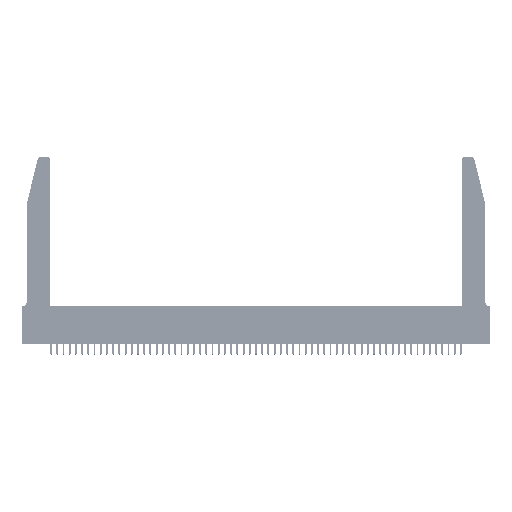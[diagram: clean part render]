
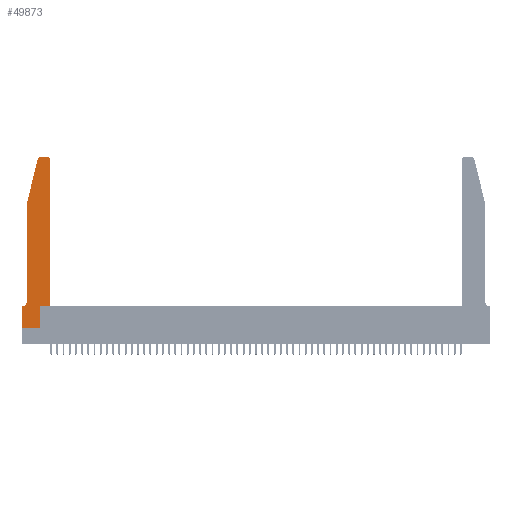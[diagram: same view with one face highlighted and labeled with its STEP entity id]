
A CAD part, top view. The second image highlights one B-rep face of the part: STEP entity #49873.
In plain terms, the highlighted planar face has unit normal (0, 0, 1).
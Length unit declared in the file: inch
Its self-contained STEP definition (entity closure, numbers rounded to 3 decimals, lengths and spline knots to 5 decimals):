
#388 = DIRECTION ( 'NONE',  ( 0., 0., 1. ) ) ;
#554 = DIRECTION ( 'NONE',  ( 0., 1., 0. ) ) ;
#577 = DIRECTION ( 'NONE',  ( 0., 0., 1. ) ) ;
#677 = EDGE_CURVE ( 'NONE', #24134, #1616, #27878, .T. ) ;
#844 = VERTEX_POINT ( 'NONE', #3192 ) ;
#1616 = VERTEX_POINT ( 'NONE', #29305 ) ;
#1708 = CARTESIAN_POINT ( 'NONE',  ( 0.4205, 2.75, 0.37 ) ) ;
#1982 = VERTEX_POINT ( 'NONE', #36745 ) ;
#2260 = CIRCLE ( 'NONE', #45537, 0.03 ) ;
#2836 = ORIENTED_EDGE ( 'NONE', *, *, #23408, .T. ) ;
#2878 = ORIENTED_EDGE ( 'NONE', *, *, #11100, .T. ) ;
#3192 = CARTESIAN_POINT ( 'NONE',  ( 0.4505, 2.72, 0.37 ) ) ;
#3839 = CIRCLE ( 'NONE', #28846, 0.03 ) ;
#3997 = ORIENTED_EDGE ( 'NONE', *, *, #11850, .T. ) ;
#4464 = DIRECTION ( 'NONE',  ( 1., 0., 0. ) ) ;
#5541 = LINE ( 'NONE', #20779, #48687 ) ;
#5734 = DIRECTION ( 'NONE',  ( 0., -1., 0. ) ) ;
#5917 = CARTESIAN_POINT ( 'NONE',  ( 0.0755, 2., 0.37 ) ) ;
#6880 = FACE_OUTER_BOUND ( 'NONE', #9738, .T. ) ;
#7464 = DIRECTION ( 'NONE',  ( 0., 0., 1. ) ) ;
#8007 = DIRECTION ( 'NONE',  ( 1., 0., 0. ) ) ;
#8747 = CARTESIAN_POINT ( 'NONE',  ( 0.0055, 0.35, 0.37 ) ) ;
#9091 = VERTEX_POINT ( 'NONE', #27673 ) ;
#9738 = EDGE_LOOP ( 'NONE', ( #2836, #19956, #32986, #2878, #3997, #13769, #16525, #11536, #36464, #22489, #47820, #31113 ) ) ;
#10583 = VECTOR ( 'NONE', #28988, 39.37008 ) ;
#11100 = EDGE_CURVE ( 'NONE', #1616, #48317, #35949, .T. ) ;
#11536 = ORIENTED_EDGE ( 'NONE', *, *, #33022, .T. ) ;
#11850 = EDGE_CURVE ( 'NONE', #48317, #45783, #53512, .T. ) ;
#12223 = VECTOR ( 'NONE', #554, 39.37008 ) ;
#12423 = EDGE_CURVE ( 'NONE', #45783, #15727, #32566, .T. ) ;
#12664 = CARTESIAN_POINT ( 'NONE',  ( 0., 0., 0.37 ) ) ;
#12766 = CARTESIAN_POINT ( 'NONE',  ( 0.2605, 2.75, 0.37 ) ) ;
#13548 = CARTESIAN_POINT ( 'NONE',  ( 0.2865, 0.35, 0.37 ) ) ;
#13769 = ORIENTED_EDGE ( 'NONE', *, *, #12423, .T. ) ;
#15081 = VECTOR ( 'NONE', #5734, 39.37008 ) ;
#15727 = VERTEX_POINT ( 'NONE', #35819 ) ;
#16525 = ORIENTED_EDGE ( 'NONE', *, *, #19505, .T. ) ;
#16560 = DIRECTION ( 'NONE',  ( 1., 0., 0. ) ) ;
#17220 = VECTOR ( 'NONE', #42276, 39.37008 ) ;
#17495 = CARTESIAN_POINT ( 'NONE',  ( 0.4505, 0.35, 0.37 ) ) ;
#17685 = EDGE_CURVE ( 'NONE', #25474, #24134, #3839, .T. ) ;
#19505 = EDGE_CURVE ( 'NONE', #15727, #26719, #26450, .T. ) ;
#19956 = ORIENTED_EDGE ( 'NONE', *, *, #17685, .T. ) ;
#20779 = CARTESIAN_POINT ( 'NONE',  ( 0.4505, 0.35, 0.37 ) ) ;
#22231 = CARTESIAN_POINT ( 'NONE',  ( 0.284, 2.75, 0.37 ) ) ;
#22489 = ORIENTED_EDGE ( 'NONE', *, *, #49180, .T. ) ;
#23324 = LINE ( 'NONE', #45907, #38944 ) ;
#23336 = LINE ( 'NONE', #13548, #12223 ) ;
#23408 = EDGE_CURVE ( 'NONE', #53078, #25474, #32828, .T. ) ;
#24134 = VERTEX_POINT ( 'NONE', #33295 ) ;
#25276 = AXIS2_PLACEMENT_3D ( 'NONE', #29447, #388, #33833 ) ;
#25474 = VERTEX_POINT ( 'NONE', #22231 ) ;
#25806 = CARTESIAN_POINT ( 'NONE',  ( 0.284, 2.72, 0.37 ) ) ;
#26450 = LINE ( 'NONE', #48623, #27737 ) ;
#26719 = VERTEX_POINT ( 'NONE', #12664 ) ;
#27271 = EDGE_CURVE ( 'NONE', #844, #53078, #2260, .T. ) ;
#27582 = DIRECTION ( 'NONE',  ( -1., 0., 0. ) ) ;
#27673 = CARTESIAN_POINT ( 'NONE',  ( 0.2865, 0.35, 0.37 ) ) ;
#27737 = VECTOR ( 'NONE', #40592, 39.37008 ) ;
#27878 = LINE ( 'NONE', #43220, #41621 ) ;
#28846 = AXIS2_PLACEMENT_3D ( 'NONE', #25806, #577, #38560 ) ;
#28988 = DIRECTION ( 'NONE',  ( -1., 0., 0. ) ) ;
#29305 = CARTESIAN_POINT ( 'NONE',  ( 0.0755, 2., 0.37 ) ) ;
#29447 = CARTESIAN_POINT ( 'NONE',  ( 0., 0.35, 0.37 ) ) ;
#30506 = CARTESIAN_POINT ( 'NONE',  ( 0.4505, 0.35, 0.37 ) ) ;
#31113 = ORIENTED_EDGE ( 'NONE', *, *, #27271, .T. ) ;
#31373 = CARTESIAN_POINT ( 'NONE',  ( 0.0755, 0.35, 0.37 ) ) ;
#31545 = DIRECTION ( 'NONE',  ( -1., 0., 0. ) ) ;
#32566 = LINE ( 'NONE', #31373, #44329 ) ;
#32828 = LINE ( 'NONE', #12766, #10583 ) ;
#32986 = ORIENTED_EDGE ( 'NONE', *, *, #677, .T. ) ;
#33022 = EDGE_CURVE ( 'NONE', #26719, #1982, #23324, .T. ) ;
#33295 = CARTESIAN_POINT ( 'NONE',  ( 0.25487, 2.72718, 0.37 ) ) ;
#33827 = EDGE_CURVE ( 'NONE', #1982, #9091, #23336, .T. ) ;
#33833 = DIRECTION ( 'NONE',  ( 1., 0., 0. ) ) ;
#35819 = CARTESIAN_POINT ( 'NONE',  ( 0., 0.35, 0.37 ) ) ;
#35949 = LINE ( 'NONE', #5917, #15081 ) ;
#36464 = ORIENTED_EDGE ( 'NONE', *, *, #33827, .T. ) ;
#36745 = CARTESIAN_POINT ( 'NONE',  ( 0.2865, 0., 0.37 ) ) ;
#38560 = DIRECTION ( 'NONE',  ( 1., 0., 0. ) ) ;
#38944 = VECTOR ( 'NONE', #16560, 39.37008 ) ;
#40553 = DIRECTION ( 'NONE',  ( 0., 0., -1. ) ) ;
#40592 = DIRECTION ( 'NONE',  ( 0., -1., 0. ) ) ;
#41073 = CARTESIAN_POINT ( 'NONE',  ( 0.4205, 2.72, 0.37 ) ) ;
#41621 = VECTOR ( 'NONE', #51600, 39.37008 ) ;
#42276 = DIRECTION ( 'NONE',  ( 0., 1., 0. ) ) ;
#43220 = CARTESIAN_POINT ( 'NONE',  ( 0.0755, 2., 0.37 ) ) ;
#43649 = CARTESIAN_POINT ( 'NONE',  ( 0.0755, 0.42, 0.37 ) ) ;
#44329 = VECTOR ( 'NONE', #31545, 39.37008 ) ;
#45537 = AXIS2_PLACEMENT_3D ( 'NONE', #41073, #7464, #8007 ) ;
#45783 = VERTEX_POINT ( 'NONE', #8747 ) ;
#45907 = CARTESIAN_POINT ( 'NONE',  ( 0., 0., 0.37 ) ) ;
#46548 = LINE ( 'NONE', #17495, #17220 ) ;
#47820 = ORIENTED_EDGE ( 'NONE', *, *, #51096, .T. ) ;
#48317 = VERTEX_POINT ( 'NONE', #43649 ) ;
#48623 = CARTESIAN_POINT ( 'NONE',  ( 0., 0., 0.37 ) ) ;
#48687 = VECTOR ( 'NONE', #4464, 39.37008 ) ;
#49180 = EDGE_CURVE ( 'NONE', #9091, #51728, #5541, .T. ) ;
#49873 = ADVANCED_FACE ( 'NONE', ( #6880 ), #50803, .T. ) ;
#50803 = PLANE ( 'NONE',  #25276 ) ;
#51096 = EDGE_CURVE ( 'NONE', #51728, #844, #46548, .T. ) ;
#51406 = AXIS2_PLACEMENT_3D ( 'NONE', #52598, #40553, #27582 ) ;
#51600 = DIRECTION ( 'NONE',  ( -0.239, -0.971, 0. ) ) ;
#51728 = VERTEX_POINT ( 'NONE', #30506 ) ;
#52598 = CARTESIAN_POINT ( 'NONE',  ( 0.0055, 0.42, 0.37 ) ) ;
#53078 = VERTEX_POINT ( 'NONE', #1708 ) ;
#53512 = CIRCLE ( 'NONE', #51406, 0.07 ) ;
